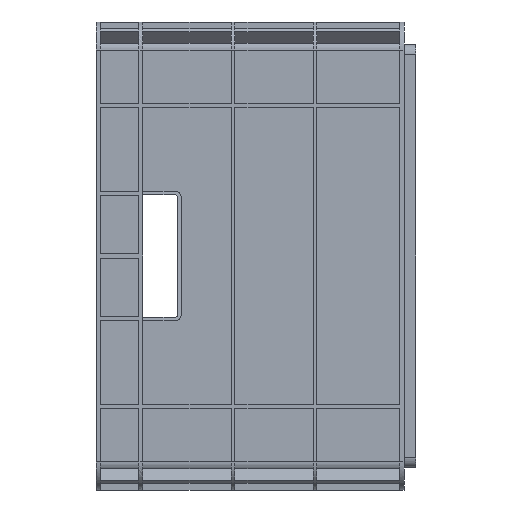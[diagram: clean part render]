
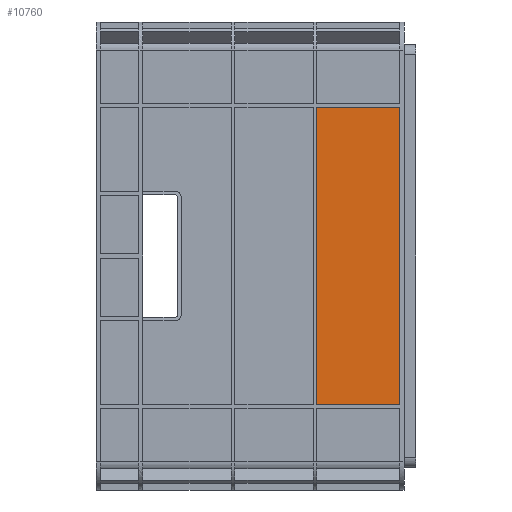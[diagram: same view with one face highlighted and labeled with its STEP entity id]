
A CAD part, left-side view. The second image highlights one B-rep face of the part: STEP entity #10760.
In plain terms, the highlighted planar face has unit normal (-1, 0, 0).
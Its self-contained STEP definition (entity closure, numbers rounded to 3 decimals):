
#534=FACE_OUTER_BOUND('',#1125,.T.);
#1125=EDGE_LOOP('',(#7891,#7892,#7893,#7894));
#2270=LINE('',#16540,#3646);
#2280=LINE('',#16565,#3656);
#2286=LINE('',#16575,#3662);
#2287=LINE('',#16576,#3663);
#3646=VECTOR('',#13270,254.5);
#3656=VECTOR('',#13288,254.5);
#3662=VECTOR('',#13302,71.);
#3663=VECTOR('',#13303,71.);
#5005=VERTEX_POINT('',#16536);
#5007=VERTEX_POINT('',#16539);
#5015=VERTEX_POINT('',#16558);
#5018=VERTEX_POINT('',#16563);
#6168=EDGE_CURVE('',#5005,#5007,#2270,.T.);
#6180=EDGE_CURVE('',#5018,#5015,#2280,.T.);
#6186=EDGE_CURVE('',#5015,#5005,#2286,.T.);
#6187=EDGE_CURVE('',#5007,#5018,#2287,.T.);
#7891=ORIENTED_EDGE('',*,*,#6186,.F.);
#7892=ORIENTED_EDGE('',*,*,#6180,.F.);
#7893=ORIENTED_EDGE('',*,*,#6187,.F.);
#7894=ORIENTED_EDGE('',*,*,#6168,.F.);
#10208=PLANE('',#11486);
#10760=ADVANCED_FACE('',(#534),#10208,.F.);
#11486=AXIS2_PLACEMENT_3D('',#16574,#13300,#13301);
#13270=DIRECTION('',(0.,0.,1.));
#13288=DIRECTION('',(0.,0.,-1.));
#13300=DIRECTION('center_axis',(1.,0.,0.));
#13301=DIRECTION('ref_axis',(0.,0.,-1.));
#13302=DIRECTION('',(0.,1.,0.));
#13303=DIRECTION('',(0.,-1.,0.));
#16536=CARTESIAN_POINT('',(-286.,-57.,-127.25));
#16539=CARTESIAN_POINT('',(-286.,-57.,127.25));
#16540=CARTESIAN_POINT('',(-286.,-57.,-127.25));
#16558=CARTESIAN_POINT('',(-286.,-128.,-127.25));
#16563=CARTESIAN_POINT('',(-286.,-128.,127.25));
#16565=CARTESIAN_POINT('',(-286.,-128.,127.25));
#16574=CARTESIAN_POINT('Origin',(-286.,131.5,176.));
#16575=CARTESIAN_POINT('',(-286.,-128.,-127.25));
#16576=CARTESIAN_POINT('',(-286.,-57.,127.25));
